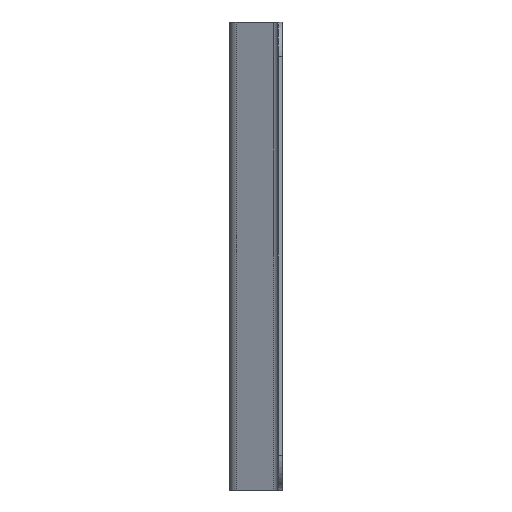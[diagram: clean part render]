
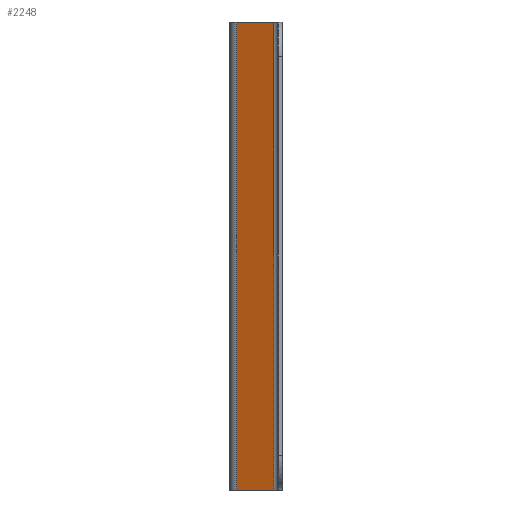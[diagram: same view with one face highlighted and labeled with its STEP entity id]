
A CAD part, front view. The second image highlights one B-rep face of the part: STEP entity #2248.
In plain terms, the highlighted planar face has unit normal (-0.391, -0.92, 0).
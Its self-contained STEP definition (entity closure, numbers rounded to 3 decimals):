
#147 = DIRECTION ( 'NONE',  ( 0.921, -0.391, 0. ) ) ;
#357 = FACE_OUTER_BOUND ( 'NONE', #600, .T. ) ;
#527 = CARTESIAN_POINT ( 'NONE',  ( -13.05, 35.438, 67. ) ) ;
#600 = EDGE_LOOP ( 'NONE', ( #2573, #2572, #2571, #2570 ) ) ;
#785 = DIRECTION ( 'NONE',  ( 0.921, -0.391, 0. ) ) ;
#896 = CARTESIAN_POINT ( 'NONE',  ( -13.05, 35.438, -67. ) ) ;
#947 = CARTESIAN_POINT ( 'NONE',  ( -2.419, 30.926, -67. ) ) ;
#958 = CARTESIAN_POINT ( 'NONE',  ( -2.419, 30.926, 67. ) ) ;
#1264 = EDGE_CURVE ( 'NONE', #2707, #4044, #2093, .T. ) ;
#1280 = EDGE_CURVE ( 'NONE', #1671, #4043, #2122, .T. ) ;
#1488 = EDGE_CURVE ( 'NONE', #1671, #2707, #3181, .T. ) ;
#1489 = EDGE_CURVE ( 'NONE', #4043, #4044, #3183, .T. ) ;
#1671 = VERTEX_POINT ( 'NONE', #527 ) ;
#1835 = VECTOR ( 'NONE', #785, 1000. ) ;
#2093 = LINE ( 'NONE', #3451, #2098 ) ;
#2098 = VECTOR ( 'NONE', #147, 1000. ) ;
#2122 = LINE ( 'NONE', #4046, #1835 ) ;
#2248 = ADVANCED_FACE ( 'NONE', ( #357 ), #3145, .F. ) ;
#2570 = ORIENTED_EDGE ( 'NONE', *, *, #1488, .T. ) ;
#2571 = ORIENTED_EDGE ( 'NONE', *, *, #1280, .F. ) ;
#2572 = ORIENTED_EDGE ( 'NONE', *, *, #1489, .F. ) ;
#2573 = ORIENTED_EDGE ( 'NONE', *, *, #1264, .T. ) ;
#2707 = VERTEX_POINT ( 'NONE', #896 ) ;
#3138 = CARTESIAN_POINT ( 'NONE',  ( -0.469, 30.098, 67. ) ) ;
#3145 = PLANE ( 'NONE',  #3852 ) ;
#3147 = DIRECTION ( 'NONE',  ( 0.391, 0.921, 0. ) ) ;
#3148 = DIRECTION ( 'NONE',  ( -0.921, 0.391, 0. ) ) ;
#3181 = LINE ( 'NONE', #3498, #3184 ) ;
#3183 = LINE ( 'NONE', #3500, #3186 ) ;
#3184 = VECTOR ( 'NONE', #3499, 1000. ) ;
#3186 = VECTOR ( 'NONE', #3501, 1000. ) ;
#3451 = CARTESIAN_POINT ( 'NONE',  ( -0.469, 30.098, -67. ) ) ;
#3498 = CARTESIAN_POINT ( 'NONE',  ( -13.05, 35.438, 67. ) ) ;
#3499 = DIRECTION ( 'NONE',  ( 0., 0., -1. ) ) ;
#3500 = CARTESIAN_POINT ( 'NONE',  ( -2.419, 30.926, 67. ) ) ;
#3501 = DIRECTION ( 'NONE',  ( 0., 0., -1. ) ) ;
#3852 = AXIS2_PLACEMENT_3D ( 'NONE', #3138, #3147, #3148 ) ;
#4043 = VERTEX_POINT ( 'NONE', #958 ) ;
#4044 = VERTEX_POINT ( 'NONE', #947 ) ;
#4046 = CARTESIAN_POINT ( 'NONE',  ( -0.469, 30.098, 67. ) ) ;
